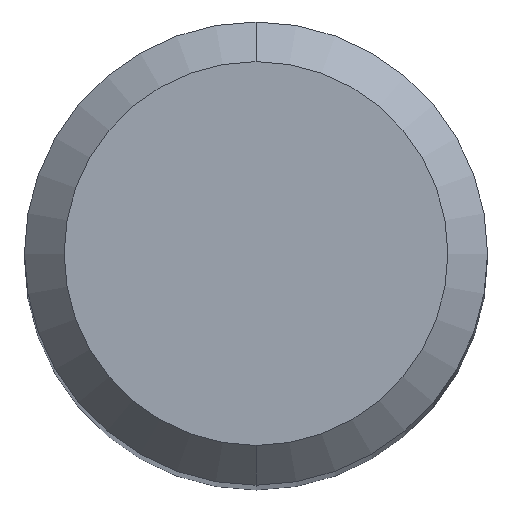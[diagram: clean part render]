
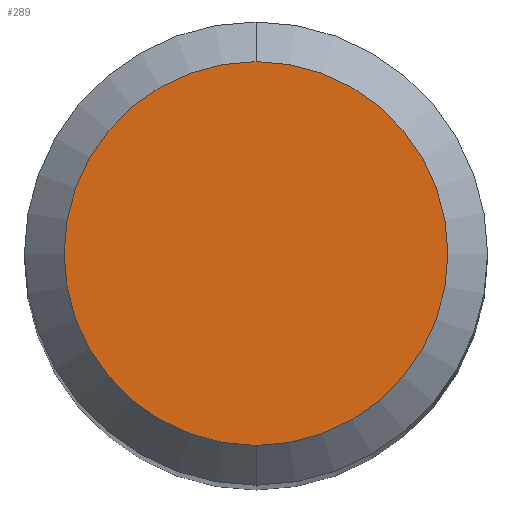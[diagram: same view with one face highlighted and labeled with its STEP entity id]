
A CAD part, top view. The second image highlights one B-rep face of the part: STEP entity #289.
In plain terms, the highlighted planar face has unit normal (0, 0, 1).
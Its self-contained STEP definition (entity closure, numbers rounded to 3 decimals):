
#283=EDGE_CURVE('',#321,#505,#681,.T.);
#289=ADVANCED_FACE('',(#687),#688,.T.);
#321=VERTEX_POINT('',#724);
#505=VERTEX_POINT('',#924);
#541=EDGE_CURVE('',#505,#321,#965,.T.);
#681=CIRCLE('',#1136,1.45);
#687=FACE_OUTER_BOUND('',#1144,.T.);
#688=PLANE('',#1145);
#724=CARTESIAN_POINT('',(0.,-1.45,0.0));
#924=CARTESIAN_POINT('',(0.0,1.45,0.0));
#965=CIRCLE('',#1710,1.45);
#1136=AXIS2_PLACEMENT_3D('',#1876,#1877,#1878);
#1144=EDGE_LOOP('',(#1881,#1882));
#1145=AXIS2_PLACEMENT_3D('',#1883,#1884,#1885);
#1710=AXIS2_PLACEMENT_3D('',#2202,#2203,#2204);
#1876=CARTESIAN_POINT('',(0.0,0.0,0.0));
#1877=DIRECTION('',(0.0,0.0,-1.0));
#1878=DIRECTION('',(0.0,1.0,0.0));
#1881=ORIENTED_EDGE('',*,*,#541,.F.);
#1882=ORIENTED_EDGE('',*,*,#283,.F.);
#1883=CARTESIAN_POINT('',(0.0,0.725,0.0));
#1884=DIRECTION('',(-0.0,0.0,1.0));
#1885=DIRECTION('',(0.0,-1.0,0.0));
#2202=CARTESIAN_POINT('',(0.0,0.0,0.0));
#2203=DIRECTION('',(0.0,0.0,-1.0));
#2204=DIRECTION('',(0.0,1.0,0.0));
